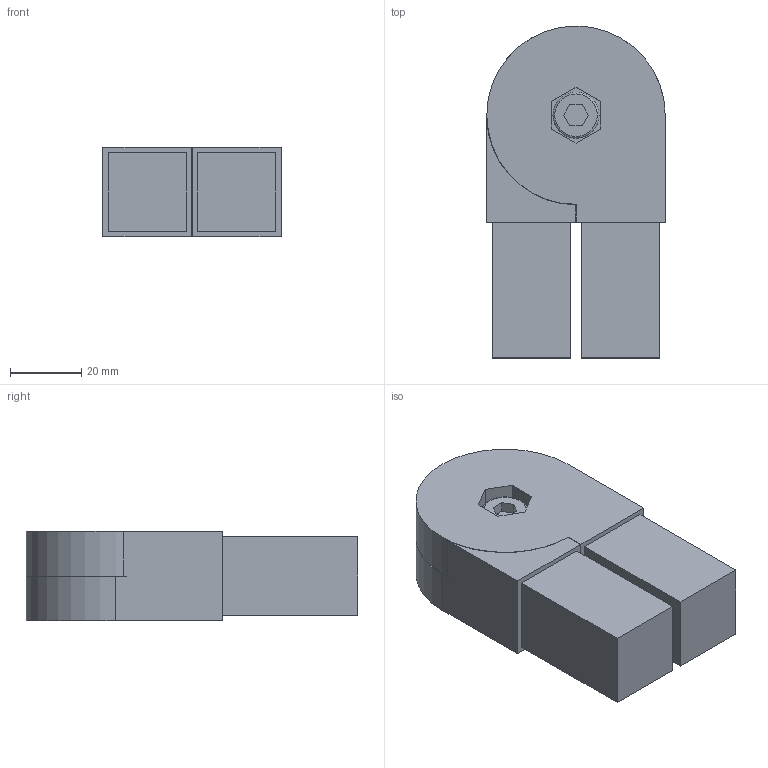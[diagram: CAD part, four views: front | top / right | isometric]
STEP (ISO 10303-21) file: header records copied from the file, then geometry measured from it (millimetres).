
FILE_DESCRIPTION( ( 'STEP AP214' ), '1' );
FILE_NAME( 'K0625.12515110.stp', '2020-12-09T09:12:30', ( '' ), ( '' ), ' ', 'PARTsolutions', ' ' );
FILE_SCHEMA( ( 'AUTOMOTIVE_DESIGN { 1 0 10303 214 1 1 1 1 }' ) );
Length unit declared in the file: millimetre
Products named in the file (1): _K0625.12515110
Bounding box: 50 x 93 x 25 mm (x, y, z)
Volume: 97738.4 mm3; surface area: 23479.1 mm2
Topology: 1 solids, 1 shells, 61 faces, 147 edges, 98 vertices
Faces by surface type: plane 52, cylinder 6, cone 2, torus 1
Full cylindrical faces by diameter (mm): 8 x1, 12.9 x1
Entity records: 2218 total; most frequent: CARTESIAN_POINT 298, DIRECTION 280, ORIENTED_EDGE 280, EDGE_CURVE 140, LINE 124, VECTOR 124, VERTEX_POINT 96, AXIS2_PLACEMENT_3D 78
